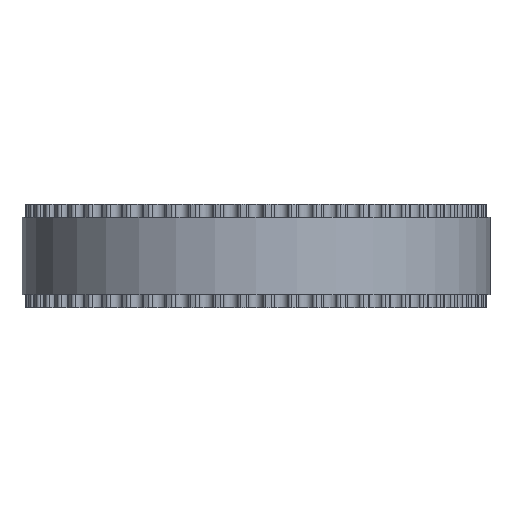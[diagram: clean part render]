
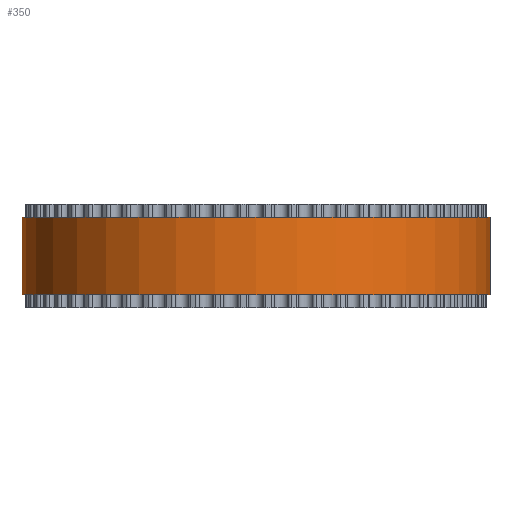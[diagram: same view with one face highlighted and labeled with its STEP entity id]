
A CAD part, front view. The second image highlights one B-rep face of the part: STEP entity #350.
In plain terms, the highlighted cylindrical face has radius 18.144 mm (diameter 36.287 mm), a full revolution.
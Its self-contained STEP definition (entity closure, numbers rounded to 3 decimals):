
#97=FACE_BOUND('',#1040,.T.);
#98=FACE_BOUND('',#1041,.T.);
#350=ADVANCED_FACE('',(#97,#98),#579,.T.);
#579=CYLINDRICAL_SURFACE('',#5159,18.144);
#1040=EDGE_LOOP('',(#2866));
#1041=EDGE_LOOP('',(#2867));
#2866=ORIENTED_EDGE('',*,*,#4010,.T.);
#2867=ORIENTED_EDGE('',*,*,#4011,.T.);
#3324=VERTEX_POINT('',#8140);
#3325=VERTEX_POINT('',#8142);
#4010=EDGE_CURVE('',#3324,#3324,#4468,.T.);
#4011=EDGE_CURVE('',#3325,#3325,#4469,.T.);
#4468=CIRCLE('',#5157,18.144);
#4469=CIRCLE('',#5158,18.144);
#5157=AXIS2_PLACEMENT_3D('',#8139,#6762,#6763);
#5158=AXIS2_PLACEMENT_3D('',#8141,#6764,#6765);
#5159=AXIS2_PLACEMENT_3D('',#8143,#6766,#6767);
#6762=DIRECTION('',(0.,0.,1.));
#6763=DIRECTION('',(1.,0.,0.));
#6764=DIRECTION('',(0.,0.,-1.));
#6765=DIRECTION('',(1.,0.,0.));
#6766=DIRECTION('',(0.,0.,1.));
#6767=DIRECTION('',(1.,0.,0.));
#8139=CARTESIAN_POINT('',(0.,0.,1.));
#8140=CARTESIAN_POINT('',(18.144,0.,1.));
#8141=CARTESIAN_POINT('',(0.,0.,7.));
#8142=CARTESIAN_POINT('',(18.144,0.,7.));
#8143=CARTESIAN_POINT('',(0.,0.,1.));
